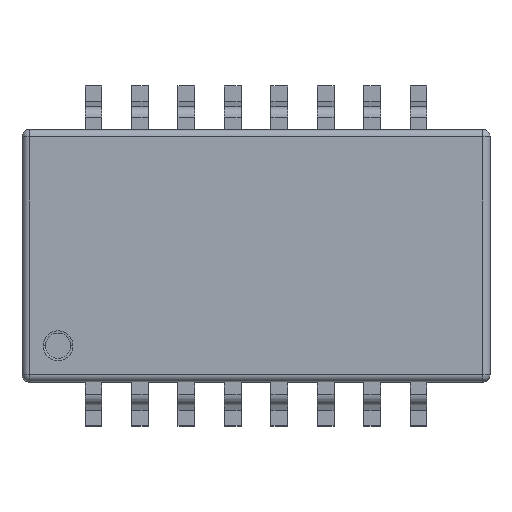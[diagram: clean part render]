
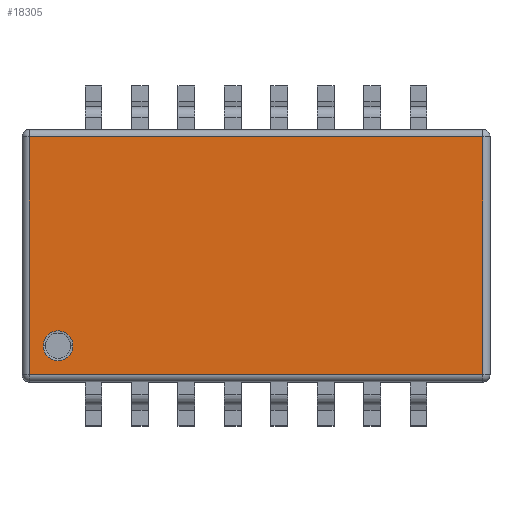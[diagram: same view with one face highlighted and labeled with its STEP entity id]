
A CAD part, top view. The second image highlights one B-rep face of the part: STEP entity #18305.
In plain terms, the highlighted planar face has unit normal (0, 0, 1).
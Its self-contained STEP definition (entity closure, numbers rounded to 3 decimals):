
#1951 = CARTESIAN_POINT ( 'NONE',  ( -5.414, -2.464, 5.65 ) ) ;
#2069 = EDGE_CURVE ( 'NONE', #3007, #7119, #15774, .T. ) ;
#3007 = VERTEX_POINT ( 'NONE', #21158 ) ;
#3015 = VERTEX_POINT ( 'NONE', #13093 ) ;
#3672 = VERTEX_POINT ( 'NONE', #11295 ) ;
#3733 = EDGE_CURVE ( 'NONE', #7119, #3015, #22389, .T. ) ;
#3890 = CARTESIAN_POINT ( 'NONE',  ( -5.007, -2.464, 5.65 ) ) ;
#5016 = CARTESIAN_POINT ( 'NONE',  ( 0., 0., 5.65 ) ) ;
#5924 = ORIENTED_EDGE ( 'NONE', *, *, #2069, .T. ) ;
#6263 = VECTOR ( 'NONE', #13131, 1000. ) ;
#7119 = VERTEX_POINT ( 'NONE', #11753 ) ;
#7746 = CARTESIAN_POINT ( 'NONE',  ( -5.822, -2.464, 5.65 ) ) ;
#8039 = EDGE_LOOP ( 'NONE', ( #15785, #18362, #5924, #19144 ) ) ;
#8610 = FACE_BOUND ( 'NONE', #11149, .T. ) ;
#8681 = ORIENTED_EDGE ( 'NONE', *, *, #9245, .T. ) ;
#8695 = VECTOR ( 'NONE', #12278, 1000. ) ;
#9120 = EDGE_CURVE ( 'NONE', #3672, #3007, #22911, .T. ) ;
#9215 = DIRECTION ( 'NONE',  ( -1., 0., 0. ) ) ;
#9245 = EDGE_CURVE ( 'NONE', #12562, #10906, #12206, .T. ) ;
#10488 = DIRECTION ( 'NONE',  ( -1., 0., 0. ) ) ;
#10592 = AXIS2_PLACEMENT_3D ( 'NONE', #21210, #14245, #23468 ) ;
#10906 = VERTEX_POINT ( 'NONE', #3890 ) ;
#11149 = EDGE_LOOP ( 'NONE', ( #8681, #19249 ) ) ;
#11295 = CARTESIAN_POINT ( 'NONE',  ( -6.2, -3.25, 5.65 ) ) ;
#11321 = DIRECTION ( 'NONE',  ( 0., 0., -1. ) ) ;
#11480 = CARTESIAN_POINT ( 'NONE',  ( 6.2, 0., 5.65 ) ) ;
#11753 = CARTESIAN_POINT ( 'NONE',  ( 6.2, 3.25, 5.65 ) ) ;
#12206 = CIRCLE ( 'NONE', #13021, 0.407 ) ;
#12278 = DIRECTION ( 'NONE',  ( 0., -1., 0. ) ) ;
#12405 = LINE ( 'NONE', #14127, #8695 ) ;
#12562 = VERTEX_POINT ( 'NONE', #7746 ) ;
#13021 = AXIS2_PLACEMENT_3D ( 'NONE', #1951, #11321, #9215 ) ;
#13093 = CARTESIAN_POINT ( 'NONE',  ( -6.2, 3.25, 5.65 ) ) ;
#13131 = DIRECTION ( 'NONE',  ( -1., 0., 0. ) ) ;
#14127 = CARTESIAN_POINT ( 'NONE',  ( -6.2, 0., 5.65 ) ) ;
#14245 = DIRECTION ( 'NONE',  ( 0., 0., -1. ) ) ;
#14854 = EDGE_CURVE ( 'NONE', #3015, #3672, #12405, .T. ) ;
#15414 = DIRECTION ( 'NONE',  ( 0., 1., 0. ) ) ;
#15608 = DIRECTION ( 'NONE',  ( 0., 0., -1. ) ) ;
#15748 = CARTESIAN_POINT ( 'NONE',  ( 0., -3.25, 5.65 ) ) ;
#15774 = LINE ( 'NONE', #11480, #20384 ) ;
#15785 = ORIENTED_EDGE ( 'NONE', *, *, #14854, .T. ) ;
#16085 = FACE_OUTER_BOUND ( 'NONE', #8039, .T. ) ;
#16883 = VECTOR ( 'NONE', #19433, 1000. ) ;
#18287 = CIRCLE ( 'NONE', #10592, 0.407 ) ;
#18305 = ADVANCED_FACE ( 'NONE', ( #16085, #8610 ), #19767, .F. ) ;
#18362 = ORIENTED_EDGE ( 'NONE', *, *, #9120, .T. ) ;
#18679 = CARTESIAN_POINT ( 'NONE',  ( 0., 3.25, 5.65 ) ) ;
#19144 = ORIENTED_EDGE ( 'NONE', *, *, #3733, .T. ) ;
#19249 = ORIENTED_EDGE ( 'NONE', *, *, #19764, .T. ) ;
#19433 = DIRECTION ( 'NONE',  ( 1., 0., 0. ) ) ;
#19764 = EDGE_CURVE ( 'NONE', #10906, #12562, #18287, .T. ) ;
#19767 = PLANE ( 'NONE',  #21402 ) ;
#20384 = VECTOR ( 'NONE', #15414, 1000. ) ;
#21158 = CARTESIAN_POINT ( 'NONE',  ( 6.2, -3.25, 5.65 ) ) ;
#21210 = CARTESIAN_POINT ( 'NONE',  ( -5.414, -2.464, 5.65 ) ) ;
#21402 = AXIS2_PLACEMENT_3D ( 'NONE', #5016, #15608, #10488 ) ;
#22389 = LINE ( 'NONE', #18679, #6263 ) ;
#22911 = LINE ( 'NONE', #15748, #16883 ) ;
#23468 = DIRECTION ( 'NONE',  ( -1., 0., 0. ) ) ;
